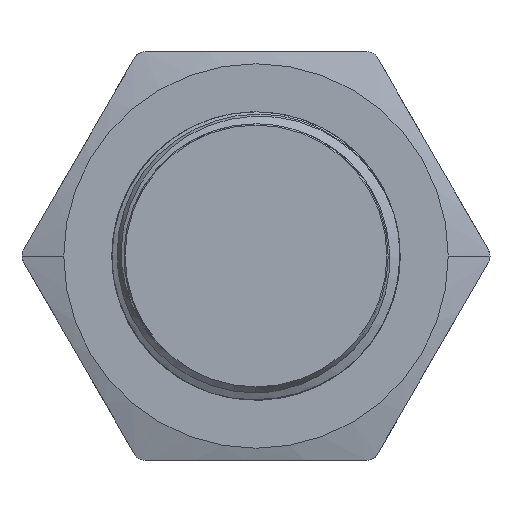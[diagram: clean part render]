
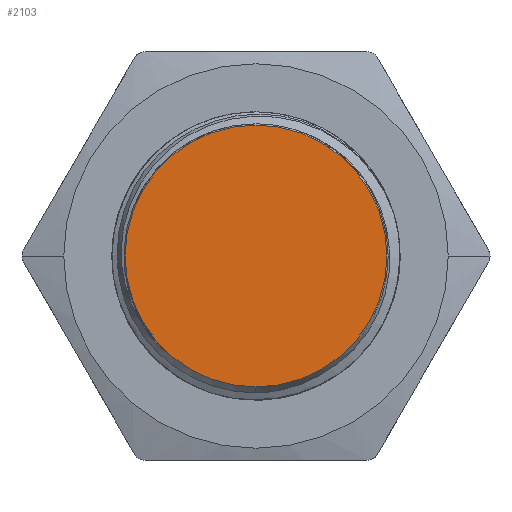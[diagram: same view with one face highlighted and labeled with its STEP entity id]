
A CAD part, front view. The second image highlights one B-rep face of the part: STEP entity #2103.
In plain terms, the highlighted planar face has unit normal (0, -1, 0).
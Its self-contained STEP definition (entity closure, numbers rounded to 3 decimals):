
#436=PLANE('',#11208);
#2103=ADVANCED_FACE('',(#2951),#436,.F.);
#2951=FACE_OUTER_BOUND('',#3522,.T.);
#3522=EDGE_LOOP('',(#6875,#6876));
#3573=CIRCLE('',#11204,5.45);
#3574=CIRCLE('',#11206,5.45);
#6875=ORIENTED_EDGE('',*,*,#9619,.F.);
#6876=ORIENTED_EDGE('',*,*,#9621,.F.);
#7969=VERTEX_POINT('',#35537);
#7970=VERTEX_POINT('',#35539);
#9619=EDGE_CURVE('',#7969,#7970,#3573,.T.);
#9621=EDGE_CURVE('',#7970,#7969,#3574,.T.);
#11204=AXIS2_PLACEMENT_3D('',#35538,#12842,#12843);
#11206=AXIS2_PLACEMENT_3D('',#35542,#12847,#12848);
#11208=AXIS2_PLACEMENT_3D('',#35544,#12851,#12852);
#12842=DIRECTION('',(0.,1.,0.));
#12843=DIRECTION('',(0.,0.,-1.));
#12847=DIRECTION('',(0.,1.,0.));
#12848=DIRECTION('',(0.,0.,1.));
#12851=DIRECTION('',(0.,1.,0.));
#12852=DIRECTION('',(-1.,0.,0.));
#35537=CARTESIAN_POINT('',(0.,0.,-5.45));
#35538=CARTESIAN_POINT('',(0.,0.,0.));
#35539=CARTESIAN_POINT('',(0.,0.,5.45));
#35542=CARTESIAN_POINT('',(0.,0.,0.));
#35544=CARTESIAN_POINT('',(0.,0.,0.));
